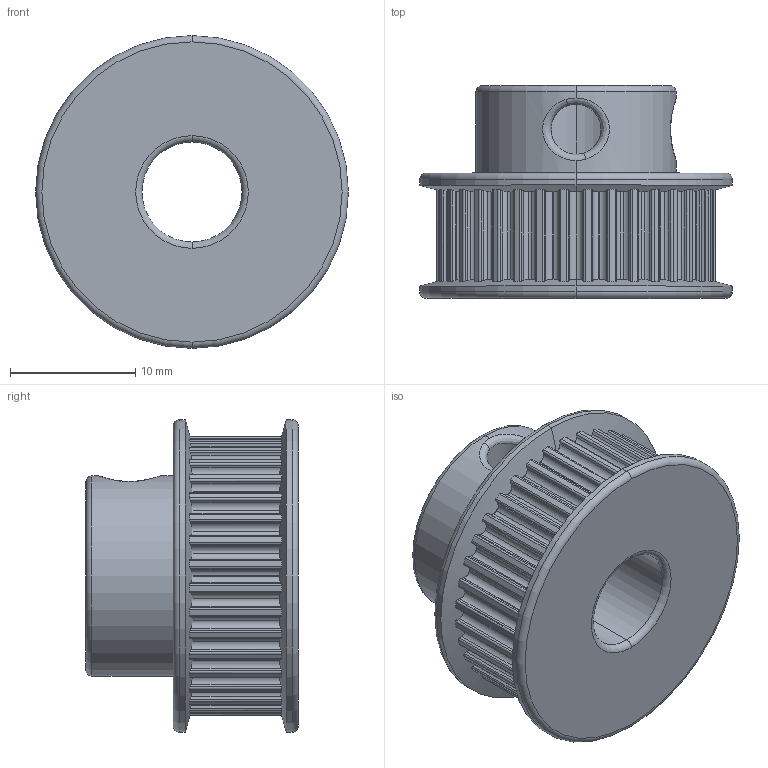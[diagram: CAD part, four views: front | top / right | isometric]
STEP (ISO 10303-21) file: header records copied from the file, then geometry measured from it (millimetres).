
FILE_DESCRIPTION (( 'STEP AP214' ), '1' );
FILE_NAME ('Gear-8mm-36teeth.STEP', '2020-05-19T10:59:52', ( '' ), ( '' ), 'SwSTEP 2.0', 'SolidWorks 2015', '' );
FILE_SCHEMA (( 'AUTOMOTIVE_DESIGN' ));
Length unit declared in the file: millimetre
Products named in the file (1): Gear-8mm-36teeth
Bounding box: 25 x 17 x 25 mm (x, y, z)
Volume: 4409.5 mm3; surface area: 2767.9 mm2
Topology: 1 solids, 1 shells, 432 faces, 1279 edges, 848 vertices
Faces by surface type: cylinder 339, plane 75, torus 10, cone 4, bspline 4
Entity records: 17489 total; most frequent: CARTESIAN_POINT 6478, ORIENTED_EDGE 2558, DIRECTION 2039, EDGE_CURVE 1279, VERTEX_POINT 848, AXIS2_PLACEMENT_3D 847, B_SPLINE_CURVE_WITH_KNOTS 516, EDGE_LOOP 437
